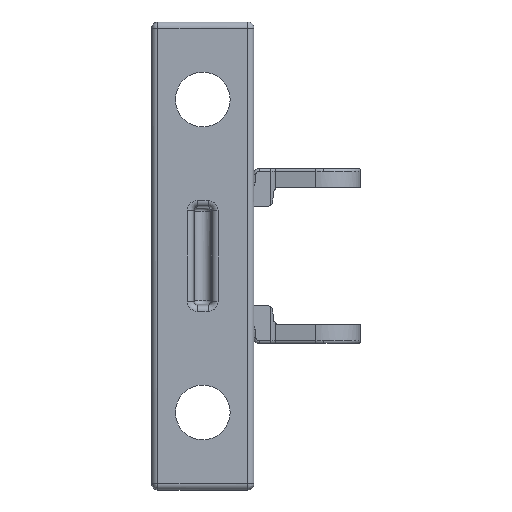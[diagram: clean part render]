
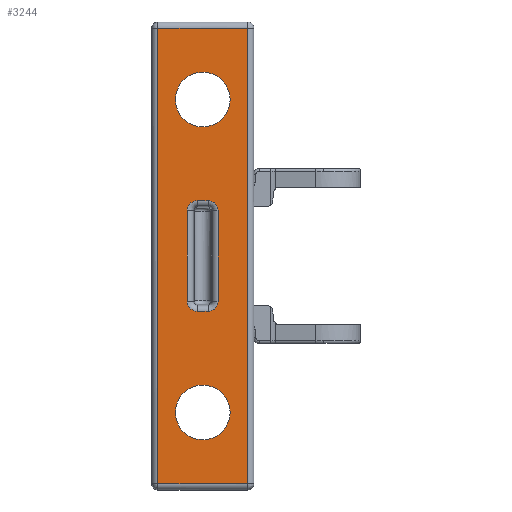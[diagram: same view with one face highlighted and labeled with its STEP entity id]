
A CAD part, front view. The second image highlights one B-rep face of the part: STEP entity #3244.
In plain terms, the highlighted planar face has unit normal (0, -1, 0).
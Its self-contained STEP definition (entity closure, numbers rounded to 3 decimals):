
#294=DIRECTION('',(0.,0.,-1.));
#295=VECTOR('',#294,36.999);
#296=CARTESIAN_POINT('',(-1.25,-1.674,18.5));
#297=LINE('',#296,#295);
#335=DIRECTION('',(1.,0.,0.));
#336=VECTOR('',#335,7.299);
#337=CARTESIAN_POINT('',(-8.55,-1.674,18.5));
#338=LINE('',#337,#336);
#358=DIRECTION('',(0.,0.,1.));
#359=VECTOR('',#358,36.999);
#360=CARTESIAN_POINT('',(-8.55,-1.674,-18.5));
#361=LINE('',#360,#359);
#379=CARTESIAN_POINT('',(-4.9,-1.674,12.7));
#380=DIRECTION('',(0.,1.,0.));
#381=DIRECTION('',(0.,0.,1.));
#382=AXIS2_PLACEMENT_3D('',#379,#380,#381);
#384=CARTESIAN_POINT('',(-4.9,-1.674,12.7));
#385=DIRECTION('',(0.,1.,0.));
#386=DIRECTION('',(0.,0.,-1.));
#387=AXIS2_PLACEMENT_3D('',#384,#385,#386);
#389=CARTESIAN_POINT('',(-4.9,-1.674,-12.7));
#390=DIRECTION('',(0.,1.,0.));
#391=DIRECTION('',(0.,0.,1.));
#392=AXIS2_PLACEMENT_3D('',#389,#390,#391);
#394=CARTESIAN_POINT('',(-4.9,-1.674,-12.7));
#395=DIRECTION('',(0.,1.,0.));
#396=DIRECTION('',(0.,0.,-1.));
#397=AXIS2_PLACEMENT_3D('',#394,#395,#396);
#412=DIRECTION('',(-1.,0.,0.));
#413=VECTOR('',#412,7.299);
#414=CARTESIAN_POINT('',(-1.25,-1.674,-18.5));
#415=LINE('',#414,#413);
#443=DIRECTION('',(0.,0.,-1.));
#444=VECTOR('',#443,7.382);
#445=CARTESIAN_POINT('',(-6.145,-1.674,3.691));
#446=LINE('',#445,#444);
#456=CARTESIAN_POINT('',(-5.345,-1.674,
-3.691));
#457=DIRECTION('',(0.,-1.,0.));
#458=DIRECTION('',(-1.,0.,0.));
#459=AXIS2_PLACEMENT_3D('',#456,#457,#458);
#476=DIRECTION('',(1.,0.,0.));
#477=VECTOR('',#476,0.889);
#478=CARTESIAN_POINT('',(-5.345,-1.674,
-4.492));
#479=LINE('',#478,#477);
#499=CARTESIAN_POINT('',(-4.455,-1.674,
-3.691));
#500=DIRECTION('',(0.,-1.,0.));
#501=DIRECTION('',(0.,0.,-1.));
#502=AXIS2_PLACEMENT_3D('',#499,#500,#501);
#568=CARTESIAN_POINT('',(-4.455,-1.674,3.691));
#569=DIRECTION('',(0.,-1.,0.));
#570=DIRECTION('',(1.,0.,0.));
#571=AXIS2_PLACEMENT_3D('',#568,#569,#570);
#577=DIRECTION('',(0.,0.,1.));
#578=VECTOR('',#577,7.382);
#579=CARTESIAN_POINT('',(-3.655,-1.674,
-3.691));
#580=LINE('',#579,#578);
#751=DIRECTION('',(-1.,0.,0.));
#752=VECTOR('',#751,0.889);
#753=CARTESIAN_POINT('',(-4.455,-1.674,4.492));
#754=LINE('',#753,#752);
#770=CARTESIAN_POINT('',(-5.345,-1.674,3.691));
#771=DIRECTION('',(0.,-1.,0.));
#772=DIRECTION('',(0.,0.,1.));
#773=AXIS2_PLACEMENT_3D('',#770,#771,#772);
#2144=CARTESIAN_POINT('',(-4.9,-1.674,-14.923));
#2145=CARTESIAN_POINT('',(-4.9,-1.674,-10.478));
#2146=VERTEX_POINT('',#2144);
#2147=VERTEX_POINT('',#2145);
#2152=CARTESIAN_POINT('',(-4.9,-1.674,10.478));
#2154=VERTEX_POINT('',#2152);
#2156=CARTESIAN_POINT('',(-4.9,-1.674,14.923));
#2157=VERTEX_POINT('',#2156);
#2439=CARTESIAN_POINT('',(-3.655,-1.674,
-3.691));
#2441=VERTEX_POINT('',#2439);
#2449=CARTESIAN_POINT('',(-4.455,-1.674,
-4.492));
#2450=VERTEX_POINT('',#2449);
#2470=CARTESIAN_POINT('',(-6.145,-1.674,
3.691));
#2471=CARTESIAN_POINT('',(-6.145,-1.674,
-3.691));
#2472=VERTEX_POINT('',#2470);
#2473=VERTEX_POINT('',#2471);
#2474=CARTESIAN_POINT('',(-5.345,-1.674,
4.492));
#2475=VERTEX_POINT('',#2474);
#2476=CARTESIAN_POINT('',(-4.455,-1.674,
4.492));
#2477=VERTEX_POINT('',#2476);
#2478=CARTESIAN_POINT('',(-3.655,-1.674,
3.691));
#2479=VERTEX_POINT('',#2478);
#2480=CARTESIAN_POINT('',(-8.55,-1.674,18.5));
#2481=CARTESIAN_POINT('',(-1.25,-1.674,18.5));
#2482=VERTEX_POINT('',#2480);
#2483=VERTEX_POINT('',#2481);
#2484=CARTESIAN_POINT('',(-5.345,-1.674,
-4.492));
#2485=VERTEX_POINT('',#2484);
#2486=CARTESIAN_POINT('',(-8.55,-1.674,-18.5));
#2487=VERTEX_POINT('',#2486);
#2488=CARTESIAN_POINT('',(-1.25,-1.674,-18.5));
#2489=VERTEX_POINT('',#2488);
#3202=CARTESIAN_POINT('',(-8.55,-1.674,-18.5));
#3203=DIRECTION('',(0.,-1.,0.));
#3204=DIRECTION('',(0.,0.,-1.));
#3205=AXIS2_PLACEMENT_3D('',#3202,#3203,#3204);
#3206=PLANE('',#3205);
#3207=ORIENTED_EDGE('',*,*,#3194,.T.);
#3208=ORIENTED_EDGE('',*,*,#3084,.T.);
#3209=ORIENTED_EDGE('',*,*,#2971,.T.);
#3211=ORIENTED_EDGE('',*,*,#3210,.T.);
#3212=EDGE_LOOP('',(#3207,#3208,#3209,#3211));
#3213=FACE_OUTER_BOUND('',#3212,.F.);
#3215=ORIENTED_EDGE('',*,*,#3214,.T.);
#3217=ORIENTED_EDGE('',*,*,#3216,.T.);
#3219=ORIENTED_EDGE('',*,*,#3218,.T.);
#3221=ORIENTED_EDGE('',*,*,#3220,.T.);
#3223=ORIENTED_EDGE('',*,*,#3222,.T.);
#3225=ORIENTED_EDGE('',*,*,#3224,.T.);
#3227=ORIENTED_EDGE('',*,*,#3226,.T.);
#3229=ORIENTED_EDGE('',*,*,#3228,.T.);
#3230=EDGE_LOOP('',(#3215,#3217,#3219,#3221,#3223,#3225,#3227,#3229));
#3231=FACE_BOUND('',#3230,.F.);
#3233=ORIENTED_EDGE('',*,*,#3232,.F.);
#3235=ORIENTED_EDGE('',*,*,#3234,.F.);
#3236=EDGE_LOOP('',(#3233,#3235));
#3237=FACE_BOUND('',#3236,.F.);
#3239=ORIENTED_EDGE('',*,*,#3238,.F.);
#3241=ORIENTED_EDGE('',*,*,#3240,.F.);
#3242=EDGE_LOOP('',(#3239,#3241));
#3243=FACE_BOUND('',#3242,.F.);
#3244=ADVANCED_FACE('',(#3213,#3231,#3237,#3243),#3206,.T.);
#383=CIRCLE('',#382,2.223);
#388=CIRCLE('',#387,2.223);
#393=CIRCLE('',#392,2.223);
#398=CIRCLE('',#397,2.223);
#460=CIRCLE('',#459,0.8);
#503=CIRCLE('',#502,0.8);
#572=CIRCLE('',#571,0.8);
#774=CIRCLE('',#773,0.8);
#2971=EDGE_CURVE('',#2483,#2489,#297,.T.);
#3084=EDGE_CURVE('',#2482,#2483,#338,.T.);
#3194=EDGE_CURVE('',#2487,#2482,#361,.T.);
#3210=EDGE_CURVE('',#2489,#2487,#415,.T.);
#3214=EDGE_CURVE('',#2472,#2473,#446,.T.);
#3216=EDGE_CURVE('',#2473,#2485,#460,.T.);
#3218=EDGE_CURVE('',#2485,#2450,#479,.T.);
#3220=EDGE_CURVE('',#2450,#2441,#503,.T.);
#3222=EDGE_CURVE('',#2441,#2479,#580,.T.);
#3224=EDGE_CURVE('',#2479,#2477,#572,.T.);
#3226=EDGE_CURVE('',#2477,#2475,#754,.T.);
#3228=EDGE_CURVE('',#2475,#2472,#774,.T.);
#3232=EDGE_CURVE('',#2157,#2154,#383,.T.);
#3234=EDGE_CURVE('',#2154,#2157,#388,.T.);
#3238=EDGE_CURVE('',#2147,#2146,#393,.T.);
#3240=EDGE_CURVE('',#2146,#2147,#398,.T.);
